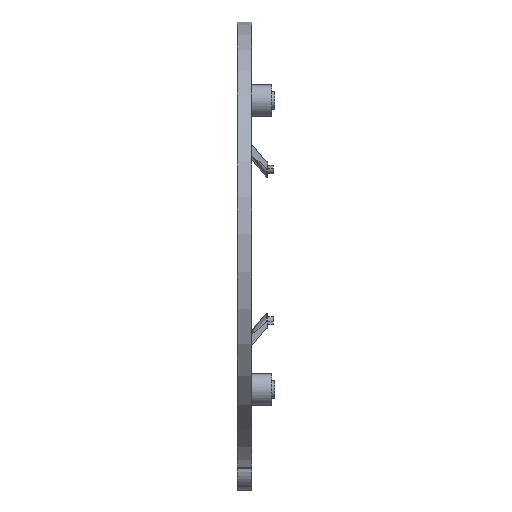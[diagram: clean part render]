
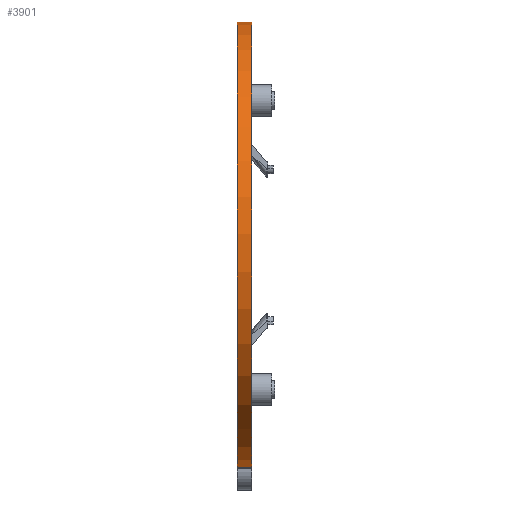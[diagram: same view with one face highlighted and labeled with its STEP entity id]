
A CAD part, left-side view. The second image highlights one B-rep face of the part: STEP entity #3901.
In plain terms, the highlighted cylindrical face has radius 76.928 mm (diameter 153.856 mm), a partial arc.
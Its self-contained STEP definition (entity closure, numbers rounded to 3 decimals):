
#785 = DIRECTION ( 'NONE',  ( 0., 0., 1. ) ) ;
#934 = CARTESIAN_POINT ( 'NONE',  ( 0., 14., 0. ) ) ;
#958 = CARTESIAN_POINT ( 'NONE',  ( 0., 9., 76.928 ) ) ;
#1117 = LINE ( 'NONE', #4741, #2095 ) ;
#1317 = VECTOR ( 'NONE', #3733, 1000. ) ;
#1417 = VERTEX_POINT ( 'NONE', #3271 ) ;
#1575 = EDGE_LOOP ( 'NONE', ( #3050, #1881, #2666, #1791 ) ) ;
#1613 = CYLINDRICAL_SURFACE ( 'NONE', #2107, 76.928 ) ;
#1791 = ORIENTED_EDGE ( 'NONE', *, *, #2237, .F. ) ;
#1799 = VERTEX_POINT ( 'NONE', #2115 ) ;
#1868 = CARTESIAN_POINT ( 'NONE',  ( -7.5, 9., -76.561 ) ) ;
#1881 = ORIENTED_EDGE ( 'NONE', *, *, #2887, .T. ) ;
#1911 = DIRECTION ( 'NONE',  ( 0., 1., 0. ) ) ;
#2095 = VECTOR ( 'NONE', #3597, 1000. ) ;
#2107 = AXIS2_PLACEMENT_3D ( 'NONE', #4438, #1911, #785 ) ;
#2115 = CARTESIAN_POINT ( 'NONE',  ( 0., 14., 76.928 ) ) ;
#2167 = EDGE_CURVE ( 'NONE', #1417, #1799, #5240, .T. ) ;
#2237 = EDGE_CURVE ( 'NONE', #3169, #1417, #2482, .T. ) ;
#2391 = DIRECTION ( 'NONE',  ( 0., 0., 1. ) ) ;
#2458 = CARTESIAN_POINT ( 'NONE',  ( -7.5, 9., -76.561 ) ) ;
#2482 = LINE ( 'NONE', #2458, #1317 ) ;
#2666 = ORIENTED_EDGE ( 'NONE', *, *, #2167, .F. ) ;
#2857 = DIRECTION ( 'NONE',  ( 0., 1., 0. ) ) ;
#2873 = CIRCLE ( 'NONE', #2962, 76.928 ) ;
#2887 = EDGE_CURVE ( 'NONE', #4756, #1799, #1117, .T. ) ;
#2962 = AXIS2_PLACEMENT_3D ( 'NONE', #3615, #3193, #2391 ) ;
#3050 = ORIENTED_EDGE ( 'NONE', *, *, #3831, .T. ) ;
#3169 = VERTEX_POINT ( 'NONE', #1868 ) ;
#3193 = DIRECTION ( 'NONE',  ( 0., 1., 0. ) ) ;
#3271 = CARTESIAN_POINT ( 'NONE',  ( -7.5, 14., -76.561 ) ) ;
#3597 = DIRECTION ( 'NONE',  ( 0., 1., 0. ) ) ;
#3615 = CARTESIAN_POINT ( 'NONE',  ( 0., 9., 0. ) ) ;
#3624 = AXIS2_PLACEMENT_3D ( 'NONE', #934, #2857, #4582 ) ;
#3733 = DIRECTION ( 'NONE',  ( 0., 1., 0. ) ) ;
#3831 = EDGE_CURVE ( 'NONE', #3169, #4756, #2873, .T. ) ;
#3901 = ADVANCED_FACE ( 'NONE', ( #5166 ), #1613, .T. ) ;
#4438 = CARTESIAN_POINT ( 'NONE',  ( 0., 9., 0. ) ) ;
#4582 = DIRECTION ( 'NONE',  ( 0., 0., 1. ) ) ;
#4741 = CARTESIAN_POINT ( 'NONE',  ( 0., 9., 76.928 ) ) ;
#4756 = VERTEX_POINT ( 'NONE', #958 ) ;
#5166 = FACE_OUTER_BOUND ( 'NONE', #1575, .T. ) ;
#5240 = CIRCLE ( 'NONE', #3624, 76.928 ) ;
